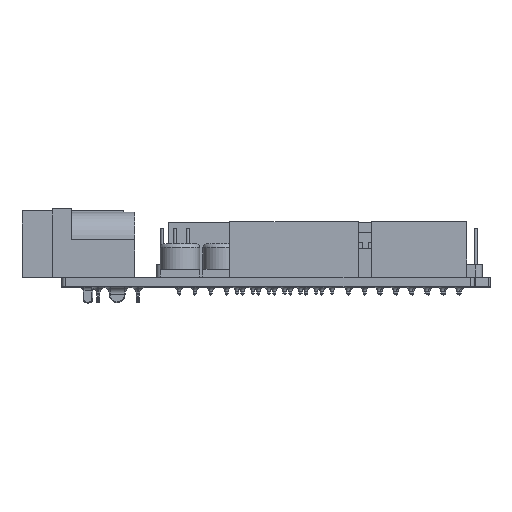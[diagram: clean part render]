
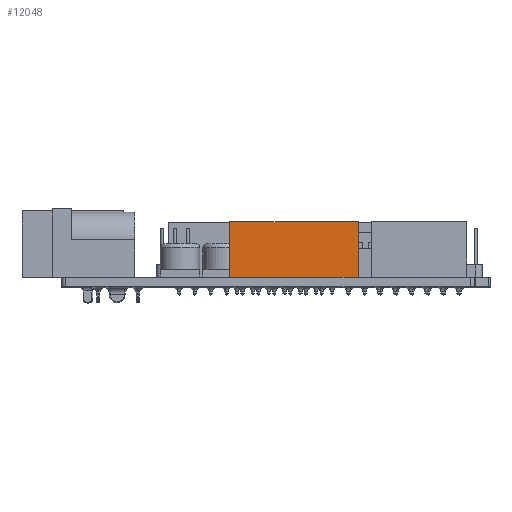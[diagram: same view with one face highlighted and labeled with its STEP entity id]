
A CAD part, top view. The second image highlights one B-rep face of the part: STEP entity #12048.
In plain terms, the highlighted planar face has unit normal (0, 0, 1).
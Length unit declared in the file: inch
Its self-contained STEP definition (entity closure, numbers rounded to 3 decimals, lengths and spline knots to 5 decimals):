
#1013=LINE($,#18816,#2263);
#1161=LINE($,#19127,#2411);
#1166=LINE($,#19136,#2416);
#1167=LINE($,#19138,#2417);
#2263=VECTOR($,#15491,0.81);
#2411=VECTOR($,#15799,0.35);
#2416=VECTOR($,#15808,0.35);
#2417=VECTOR($,#15811,0.81);
#3104=PLANE($,#12937);
#3937=FACE_OUTER_BOUND($,#4802,.T.);
#4802=EDGE_LOOP($,(#10261,#10262,#10263,#10264));
#6020=VERTEX_POINT($,#18814);
#6021=VERTEX_POINT($,#18815);
#6103=VERTEX_POINT($,#19124);
#6106=VERTEX_POINT($,#19134);
#7376=EDGE_CURVE($,#6020,#6021,#1013,.T.);
#7526=EDGE_CURVE($,#6103,#6020,#1161,.T.);
#7531=EDGE_CURVE($,#6106,#6021,#1166,.T.);
#7532=EDGE_CURVE($,#6106,#6103,#1167,.T.);
#10261=ORIENTED_EDGE($,*,*,#7532,.F.);
#10262=ORIENTED_EDGE($,*,*,#7531,.T.);
#10263=ORIENTED_EDGE($,*,*,#7376,.F.);
#10264=ORIENTED_EDGE($,*,*,#7526,.F.);
#12048=ADVANCED_FACE($,(#3937),#3104,.T.);
#12937=AXIS2_PLACEMENT_3D($,#19137,#15809,#15810);
#15491=DIRECTION($,(1.,0.,0.));
#15799=DIRECTION($,(0.,1.,0.));
#15808=DIRECTION($,(0.,1.,0.));
#15809=DIRECTION('center_axis',(0.,0.,1.));
#15810=DIRECTION('ref_axis',(1.,0.,0.));
#15811=DIRECTION($,(-1.,0.,0.));
#18814=CARTESIAN_POINT('',(-1.54,0.41,-0.05));
#18815=CARTESIAN_POINT('',(-0.73,0.41,-0.05));
#18816=CARTESIAN_POINT($,(-1.54,0.41,-0.05));
#19124=CARTESIAN_POINT('',(-1.54,0.06,-0.05));
#19127=CARTESIAN_POINT($,(-1.54,0.06,-0.05));
#19134=CARTESIAN_POINT('',(-0.73,0.06,-0.05));
#19136=CARTESIAN_POINT($,(-0.73,0.06,-0.05));
#19137=CARTESIAN_POINT('Origin',(-1.54,0.06,-0.05));
#19138=CARTESIAN_POINT($,(-1.40872,0.06,-0.05));
